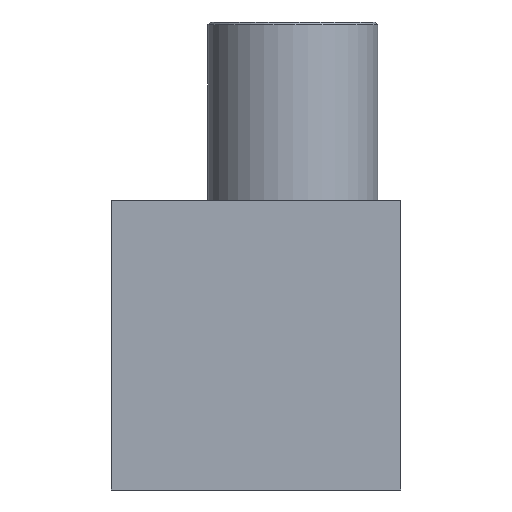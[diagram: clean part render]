
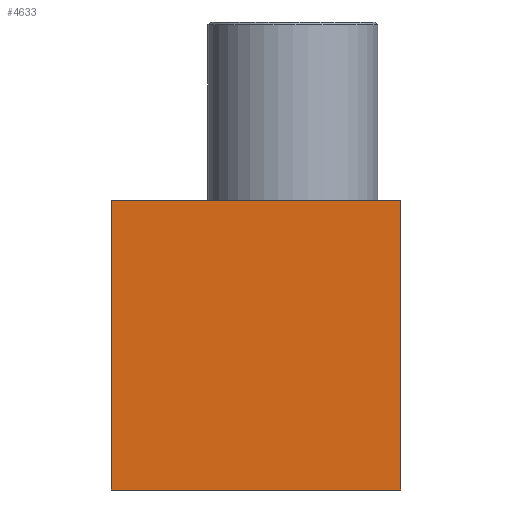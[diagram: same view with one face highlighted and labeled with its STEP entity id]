
A CAD part, left-side view. The second image highlights one B-rep face of the part: STEP entity #4633.
In plain terms, the highlighted planar face has unit normal (-1, 0, 0).
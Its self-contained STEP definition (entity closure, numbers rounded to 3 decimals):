
#238 = DIRECTION ( 'NONE',  ( 0., 0., -1. ) ) ;
#259 = CARTESIAN_POINT ( 'NONE',  ( -17.948, -1.141, -41.25 ) ) ;
#318 = CARTESIAN_POINT ( 'NONE',  ( -17.948, -1.141, 9.75 ) ) ;
#331 = CARTESIAN_POINT ( 'NONE',  ( -17.948, 49.859, 9.75 ) ) ;
#333 = CARTESIAN_POINT ( 'NONE',  ( -17.948, 49.859, -41.25 ) ) ;
#339 = CARTESIAN_POINT ( 'NONE',  ( -17.948, 49.859, 9.75 ) ) ;
#388 = DIRECTION ( 'NONE',  ( 0., 1., 0. ) ) ;
#395 = CARTESIAN_POINT ( 'NONE',  ( -17.948, 49.859, -41.25 ) ) ;
#690 = ORIENTED_EDGE ( 'NONE', *, *, #2273, .F. ) ;
#791 = ORIENTED_EDGE ( 'NONE', *, *, #2251, .T. ) ;
#844 = ORIENTED_EDGE ( 'NONE', *, *, #2597, .F. ) ;
#855 = ORIENTED_EDGE ( 'NONE', *, *, #2630, .T. ) ;
#893 = EDGE_LOOP ( 'NONE', ( #690, #844, #855, #791 ) ) ;
#923 = VERTEX_POINT ( 'NONE', #339 ) ;
#1021 = VERTEX_POINT ( 'NONE', #318 ) ;
#1115 = VERTEX_POINT ( 'NONE', #395 ) ;
#1116 = VERTEX_POINT ( 'NONE', #259 ) ;
#1337 = FACE_OUTER_BOUND ( 'NONE', #893, .T. ) ;
#1439 = LINE ( 'NONE', #331, #1485 ) ;
#1457 = LINE ( 'NONE', #333, #1459 ) ;
#1459 = VECTOR ( 'NONE', #388, 1000. ) ;
#1485 = VECTOR ( 'NONE', #238, 1000. ) ;
#1593 = VECTOR ( 'NONE', #3909, 1000. ) ;
#1601 = LINE ( 'NONE', #3985, #1616 ) ;
#1616 = VECTOR ( 'NONE', #3984, 1000. ) ;
#1672 = LINE ( 'NONE', #3914, #1593 ) ;
#2251 = EDGE_CURVE ( 'NONE', #923, #1115, #1439, .T. ) ;
#2273 = EDGE_CURVE ( 'NONE', #1116, #1115, #1457, .T. ) ;
#2434 = AXIS2_PLACEMENT_3D ( 'NONE', #2666, #2683, #2704 ) ;
#2597 = EDGE_CURVE ( 'NONE', #1021, #1116, #1672, .T. ) ;
#2630 = EDGE_CURVE ( 'NONE', #1021, #923, #1601, .T. ) ;
#2666 = CARTESIAN_POINT ( 'NONE',  ( -17.948, 49.859, 9.75 ) ) ;
#2683 = DIRECTION ( 'NONE',  ( 1., 0., 0. ) ) ;
#2704 = DIRECTION ( 'NONE',  ( 0., -1., 0. ) ) ;
#2738 = PLANE ( 'NONE',  #2434 ) ;
#3909 = DIRECTION ( 'NONE',  ( 0., 0., -1. ) ) ;
#3914 = CARTESIAN_POINT ( 'NONE',  ( -17.948, -1.141, 9.75 ) ) ;
#3984 = DIRECTION ( 'NONE',  ( 0., 1., 0. ) ) ;
#3985 = CARTESIAN_POINT ( 'NONE',  ( -17.948, 49.859, 9.75 ) ) ;
#4633 = ADVANCED_FACE ( 'NONE', ( #1337 ), #2738, .F. ) ;
